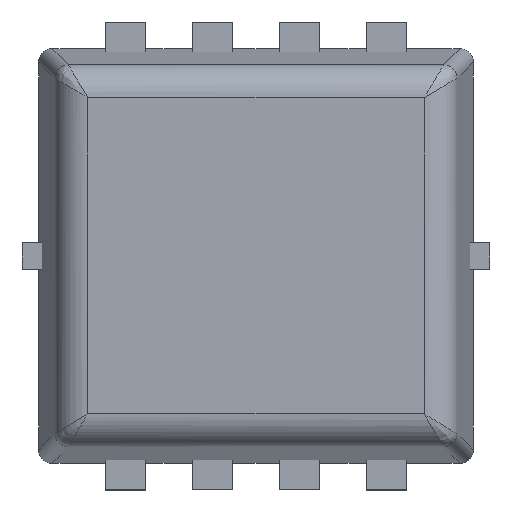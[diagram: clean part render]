
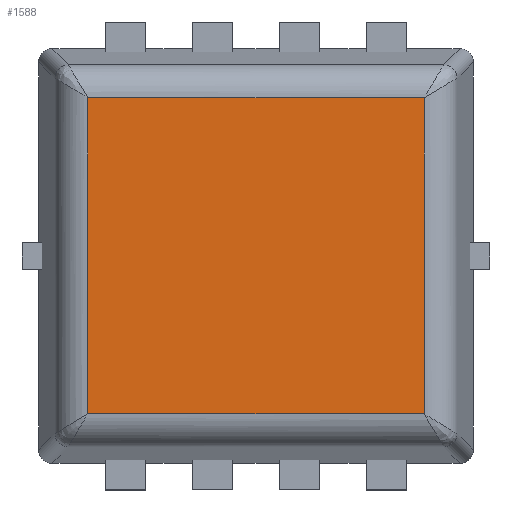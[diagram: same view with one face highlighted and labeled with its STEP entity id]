
A CAD part, top view. The second image highlights one B-rep face of the part: STEP entity #1588.
In plain terms, the highlighted planar face has unit normal (0, 0, 1).
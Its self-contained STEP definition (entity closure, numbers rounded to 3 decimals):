
#16=PLANE('',#1695);
#85=LINE('',#2281,#300);
#88=LINE('',#2285,#303);
#90=LINE('',#2288,#305);
#92=LINE('',#2291,#307);
#300=VECTOR('',#1796,10.);
#303=VECTOR('',#1801,10.);
#305=VECTOR('',#1805,10.);
#307=VECTOR('',#1809,10.);
#535=FACE_OUTER_BOUND('',#618,.T.);
#618=EDGE_LOOP('',(#1150,#1151,#1152,#1153));
#707=VERTEX_POINT('',#2199);
#710=VERTEX_POINT('',#2225);
#713=VERTEX_POINT('',#2251);
#716=VERTEX_POINT('',#2277);
#867=EDGE_CURVE('',#707,#716,#85,.T.);
#870=EDGE_CURVE('',#716,#713,#88,.T.);
#872=EDGE_CURVE('',#713,#710,#90,.T.);
#874=EDGE_CURVE('',#710,#707,#92,.T.);
#1150=ORIENTED_EDGE('',*,*,#867,.F.);
#1151=ORIENTED_EDGE('',*,*,#874,.F.);
#1152=ORIENTED_EDGE('',*,*,#872,.F.);
#1153=ORIENTED_EDGE('',*,*,#870,.F.);
#1588=ADVANCED_FACE('',(#535),#16,.T.);
#1695=AXIS2_PLACEMENT_3D('',#2350,#1849,#1850);
#1796=DIRECTION('',(0.,1.,0.));
#1801=DIRECTION('',(1.,0.,0.));
#1805=DIRECTION('',(0.,-1.,0.));
#1809=DIRECTION('',(-1.,0.,0.));
#1849=DIRECTION('center_axis',(0.,0.,1.));
#1850=DIRECTION('ref_axis',(1.,0.,0.));
#2199=CARTESIAN_POINT('',(-1.257,-1.182,0.901));
#2225=CARTESIAN_POINT('',(1.257,-1.182,0.901));
#2251=CARTESIAN_POINT('',(1.257,1.182,0.901));
#2277=CARTESIAN_POINT('',(-1.257,1.182,0.901));
#2281=CARTESIAN_POINT('',(-1.257,-0.775,0.901));
#2285=CARTESIAN_POINT('',(-0.812,1.182,0.901));
#2288=CARTESIAN_POINT('',(1.257,0.775,0.901));
#2291=CARTESIAN_POINT('',(0.813,-1.182,0.901));
#2350=CARTESIAN_POINT('Origin',(0.,0.,
0.901));
